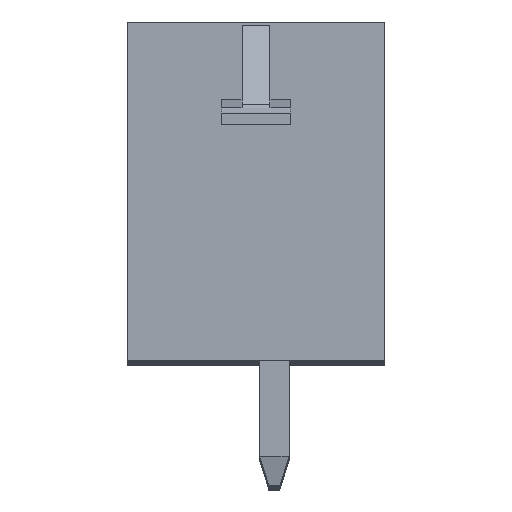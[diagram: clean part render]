
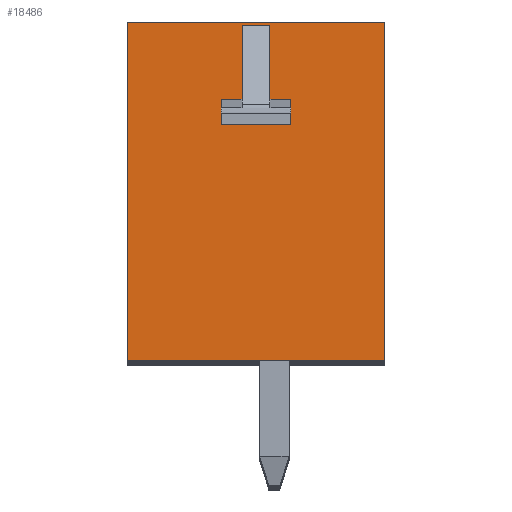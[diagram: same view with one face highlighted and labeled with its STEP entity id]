
A CAD part, top view. The second image highlights one B-rep face of the part: STEP entity #18486.
In plain terms, the highlighted planar face has unit normal (0, 0, 1).
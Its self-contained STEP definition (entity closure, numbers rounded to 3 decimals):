
#1=DIRECTION('',(1.,0.,0.));
#2=VECTOR('',#1,7.);
#3=CARTESIAN_POINT('',(-3.6,-3.853,0.));
#4=LINE('',#3,#2);
#5=DIRECTION('',(0.,-1.,0.));
#6=VECTOR('',#5,9.2);
#7=CARTESIAN_POINT('',(-3.6,5.347,0.));
#8=LINE('',#7,#6);
#9=DIRECTION('',(-1.,0.,0.));
#10=VECTOR('',#9,7.);
#11=CARTESIAN_POINT('',(3.4,5.347,0.));
#12=LINE('',#11,#10);
#13=DIRECTION('',(0.,1.,0.));
#14=VECTOR('',#13,9.2);
#15=CARTESIAN_POINT('',(3.4,-3.853,0.));
#16=LINE('',#15,#14);
#17=DIRECTION('',(0.,1.,0.));
#18=VECTOR('',#17,0.495);
#19=CARTESIAN_POINT('',(0.85,2.747,0.));
#20=LINE('',#19,#18);
#21=DIRECTION('',(-1.,0.,0.));
#22=VECTOR('',#21,0.76);
#23=CARTESIAN_POINT('',(0.28,5.244,0.));
#24=LINE('',#23,#22);
#25=DIRECTION('',(1.,0.,0.));
#26=VECTOR('',#25,0.57);
#27=CARTESIAN_POINT('',(-1.05,3.242,0.));
#28=LINE('',#27,#26);
#29=DIRECTION('',(0.,1.,0.));
#30=VECTOR('',#29,0.495);
#31=CARTESIAN_POINT('',(-1.05,2.747,0.));
#32=LINE('',#31,#30);
#33=DIRECTION('',(-1.,0.,0.));
#34=VECTOR('',#33,1.9);
#35=CARTESIAN_POINT('',(0.85,2.747,0.));
#36=LINE('',#35,#34);
#14134=DIRECTION('',(-1.,0.,0.));
#14135=VECTOR('',#14134,0.57);
#14136=CARTESIAN_POINT('',(0.85,3.242,0.));
#14137=LINE('',#14136,#14135);
#14138=DIRECTION('',(0.,-1.,0.));
#14139=VECTOR('',#14138,2.002);
#14140=CARTESIAN_POINT('',(0.28,5.244,0.));
#14141=LINE('',#14140,#14139);
#14205=DIRECTION('',(0.,1.,0.));
#14206=VECTOR('',#14205,2.002);
#14207=CARTESIAN_POINT('',(-0.48,3.242,0.));
#14208=LINE('',#14207,#14206);
#14217=CARTESIAN_POINT('',(-3.6,-3.853,0.));
#14218=CARTESIAN_POINT('',(3.4,-3.853,0.));
#14219=VERTEX_POINT('',#14217);
#14220=VERTEX_POINT('',#14218);
#14221=CARTESIAN_POINT('',(3.4,5.347,0.));
#14222=VERTEX_POINT('',#14221);
#14223=CARTESIAN_POINT('',(-3.6,5.347,0.));
#14224=VERTEX_POINT('',#14223);
#15320=CARTESIAN_POINT('',(0.85,2.747,0.));
#15321=VERTEX_POINT('',#15320);
#15322=CARTESIAN_POINT('',(-1.05,2.747,0.));
#15323=VERTEX_POINT('',#15322);
#15325=CARTESIAN_POINT('',(-0.48,3.242,0.));
#15327=VERTEX_POINT('',#15325);
#15328=CARTESIAN_POINT('',(-0.48,5.244,0.));
#15329=VERTEX_POINT('',#15328);
#15330=CARTESIAN_POINT('',(-1.05,3.242,0.));
#15331=VERTEX_POINT('',#15330);
#15336=CARTESIAN_POINT('',(0.28,5.244,0.));
#15337=CARTESIAN_POINT('',(0.28,3.242,0.));
#15338=VERTEX_POINT('',#15336);
#15339=VERTEX_POINT('',#15337);
#15342=CARTESIAN_POINT('',(0.85,3.242,0.));
#15343=VERTEX_POINT('',#15342);
#18453=CARTESIAN_POINT('',(0.,0.,0.));
#18454=DIRECTION('',(0.,0.,1.));
#18455=DIRECTION('',(1.,0.,0.));
#18456=AXIS2_PLACEMENT_3D('',#18453,#18454,#18455);
#18457=PLANE('',#18456);
#18459=ORIENTED_EDGE('',*,*,#18458,.F.);
#18461=ORIENTED_EDGE('',*,*,#18460,.F.);
#18463=ORIENTED_EDGE('',*,*,#18462,.F.);
#18465=ORIENTED_EDGE('',*,*,#18464,.F.);
#18466=EDGE_LOOP('',(#18459,#18461,#18463,#18465));
#18467=FACE_OUTER_BOUND('',#18466,.F.);
#18469=ORIENTED_EDGE('',*,*,#18468,.T.);
#18471=ORIENTED_EDGE('',*,*,#18470,.T.);
#18473=ORIENTED_EDGE('',*,*,#18472,.F.);
#18475=ORIENTED_EDGE('',*,*,#18474,.T.);
#18477=ORIENTED_EDGE('',*,*,#18476,.F.);
#18479=ORIENTED_EDGE('',*,*,#18478,.F.);
#18481=ORIENTED_EDGE('',*,*,#18480,.F.);
#18483=ORIENTED_EDGE('',*,*,#18482,.F.);
#18484=EDGE_LOOP('',(#18469,#18471,#18473,#18475,#18477,#18479,#18481,#18483));
#18485=FACE_BOUND('',#18484,.F.);
#18458=EDGE_CURVE('',#14219,#14220,#4,.T.);
#18460=EDGE_CURVE('',#14224,#14219,#8,.T.);
#18462=EDGE_CURVE('',#14222,#14224,#12,.T.);
#18464=EDGE_CURVE('',#14220,#14222,#16,.T.);
#18468=EDGE_CURVE('',#15321,#15343,#20,.T.);
#18470=EDGE_CURVE('',#15343,#15339,#14137,.T.);
#18472=EDGE_CURVE('',#15338,#15339,#14141,.T.);
#18474=EDGE_CURVE('',#15338,#15329,#24,.T.);
#18476=EDGE_CURVE('',#15327,#15329,#14208,.T.);
#18478=EDGE_CURVE('',#15331,#15327,#28,.T.);
#18480=EDGE_CURVE('',#15323,#15331,#32,.T.);
#18482=EDGE_CURVE('',#15321,#15323,#36,.T.);
#18486=ADVANCED_FACE('',(#18467,#18485),#18457,.T.);
